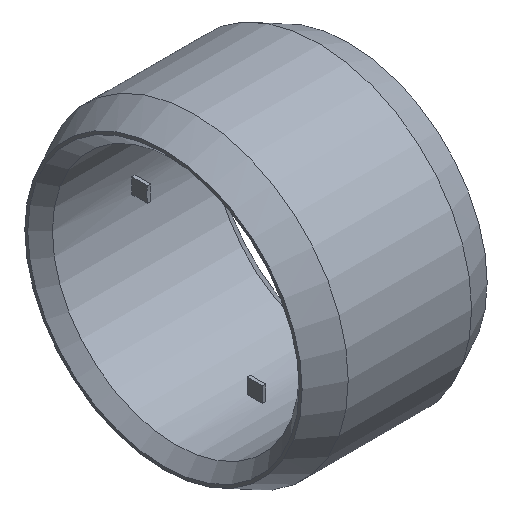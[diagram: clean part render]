
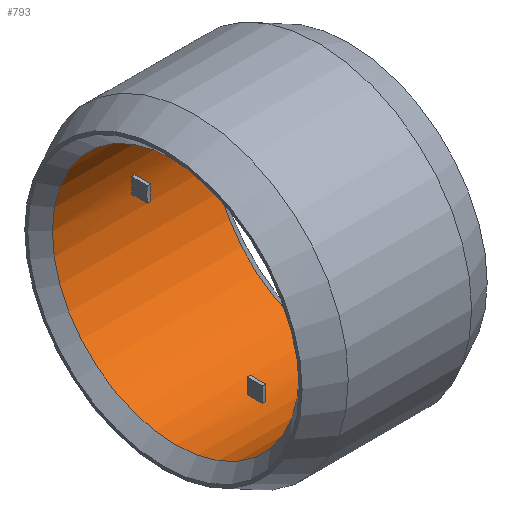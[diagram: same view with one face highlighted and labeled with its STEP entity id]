
A CAD part, isometric view. The second image highlights one B-rep face of the part: STEP entity #793.
In plain terms, the highlighted cylindrical face has radius 200 mm (diameter 400 mm), a full revolution.
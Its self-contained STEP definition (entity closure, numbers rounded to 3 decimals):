
#25=FACE_BOUND('',#184,.T.);
#26=FACE_BOUND('',#185,.T.);
#27=FACE_BOUND('',#186,.T.);
#48=CIRCLE('',#844,200.);
#49=CIRCLE('',#846,200.);
#52=CIRCLE('',#853,200.);
#53=CIRCLE('',#854,200.);
#54=CIRCLE('',#856,200.);
#55=CIRCLE('',#857,200.);
#58=CIRCLE('',#864,200.);
#59=CIRCLE('',#866,200.);
#62=CIRCLE('',#873,200.);
#63=CIRCLE('',#875,200.);
#65=CIRCLE('',#878,200.);
#66=CIRCLE('',#880,200.);
#98=CYLINDRICAL_SURFACE('',#879,200.);
#131=FACE_OUTER_BOUND('',#183,.T.);
#183=EDGE_LOOP('',(#606,#607,#608,#609,#610,#611,#612,#613,#614,#615,#616,
#617));
#184=EDGE_LOOP('',(#618,#619,#620,#621));
#185=EDGE_LOOP('',(#622,#623,#624,#625));
#186=EDGE_LOOP('',(#626,#627,#628,#629));
#226=LINE('',#1201,#281);
#232=LINE('',#1216,#287);
#234=LINE('',#1226,#289);
#240=LINE('',#1241,#295);
#242=LINE('',#1255,#297);
#248=LINE('',#1270,#303);
#253=LINE('',#1289,#308);
#255=LINE('',#1294,#310);
#258=LINE('',#1307,#313);
#259=LINE('',#1309,#314);
#281=VECTOR('',#943,10.);
#287=VECTOR('',#957,10.);
#289=VECTOR('',#969,10.);
#295=VECTOR('',#983,10.);
#297=VECTOR('',#999,10.);
#303=VECTOR('',#1013,10.);
#308=VECTOR('',#1034,10.);
#310=VECTOR('',#1038,10.);
#313=VECTOR('',#1057,200.);
#314=VECTOR('',#1058,200.);
#335=VERTEX_POINT('',#1197);
#337=VERTEX_POINT('',#1200);
#341=VERTEX_POINT('',#1212);
#342=VERTEX_POINT('',#1214);
#343=VERTEX_POINT('',#1222);
#345=VERTEX_POINT('',#1225);
#349=VERTEX_POINT('',#1237);
#350=VERTEX_POINT('',#1239);
#351=VERTEX_POINT('',#1243);
#352=VERTEX_POINT('',#1247);
#353=VERTEX_POINT('',#1251);
#355=VERTEX_POINT('',#1254);
#359=VERTEX_POINT('',#1266);
#360=VERTEX_POINT('',#1268);
#365=VERTEX_POINT('',#1285);
#366=VERTEX_POINT('',#1287);
#367=VERTEX_POINT('',#1291);
#368=VERTEX_POINT('',#1293);
#370=VERTEX_POINT('',#1303);
#371=VERTEX_POINT('',#1308);
#408=EDGE_CURVE('',#337,#335,#226,.T.);
#416=EDGE_CURVE('',#341,#342,#232,.T.);
#417=EDGE_CURVE('',#335,#341,#48,.T.);
#418=EDGE_CURVE('',#342,#337,#49,.T.);
#420=EDGE_CURVE('',#345,#343,#234,.T.);
#428=EDGE_CURVE('',#349,#350,#240,.T.);
#429=EDGE_CURVE('',#343,#351,#52,.T.);
#430=EDGE_CURVE('',#351,#349,#53,.T.);
#431=EDGE_CURVE('',#350,#352,#54,.T.);
#432=EDGE_CURVE('',#352,#345,#55,.T.);
#434=EDGE_CURVE('',#355,#353,#242,.T.);
#442=EDGE_CURVE('',#359,#360,#248,.T.);
#443=EDGE_CURVE('',#353,#359,#58,.T.);
#444=EDGE_CURVE('',#360,#355,#59,.T.);
#451=EDGE_CURVE('',#365,#366,#253,.T.);
#453=EDGE_CURVE('',#368,#367,#255,.T.);
#455=EDGE_CURVE('',#367,#365,#62,.T.);
#456=EDGE_CURVE('',#366,#368,#63,.T.);
#459=EDGE_CURVE('',#370,#370,#65,.T.);
#460=EDGE_CURVE('',#370,#352,#258,.T.);
#461=EDGE_CURVE('',#351,#371,#259,.T.);
#462=EDGE_CURVE('',#371,#371,#66,.T.);
#606=ORIENTED_EDGE('',*,*,#459,.F.);
#607=ORIENTED_EDGE('',*,*,#460,.T.);
#608=ORIENTED_EDGE('',*,*,#432,.T.);
#609=ORIENTED_EDGE('',*,*,#420,.T.);
#610=ORIENTED_EDGE('',*,*,#429,.T.);
#611=ORIENTED_EDGE('',*,*,#461,.T.);
#612=ORIENTED_EDGE('',*,*,#462,.T.);
#613=ORIENTED_EDGE('',*,*,#461,.F.);
#614=ORIENTED_EDGE('',*,*,#430,.T.);
#615=ORIENTED_EDGE('',*,*,#428,.T.);
#616=ORIENTED_EDGE('',*,*,#431,.T.);
#617=ORIENTED_EDGE('',*,*,#460,.F.);
#618=ORIENTED_EDGE('',*,*,#416,.T.);
#619=ORIENTED_EDGE('',*,*,#418,.T.);
#620=ORIENTED_EDGE('',*,*,#408,.T.);
#621=ORIENTED_EDGE('',*,*,#417,.T.);
#622=ORIENTED_EDGE('',*,*,#442,.T.);
#623=ORIENTED_EDGE('',*,*,#444,.T.);
#624=ORIENTED_EDGE('',*,*,#434,.T.);
#625=ORIENTED_EDGE('',*,*,#443,.T.);
#626=ORIENTED_EDGE('',*,*,#453,.T.);
#627=ORIENTED_EDGE('',*,*,#455,.T.);
#628=ORIENTED_EDGE('',*,*,#451,.T.);
#629=ORIENTED_EDGE('',*,*,#456,.T.);
#793=ADVANCED_FACE('',(#131,#25,#26,#27),#98,.F.);
#844=AXIS2_PLACEMENT_3D('',#1218,#960,#961);
#846=AXIS2_PLACEMENT_3D('',#1220,#964,#965);
#853=AXIS2_PLACEMENT_3D('',#1244,#986,#987);
#854=AXIS2_PLACEMENT_3D('',#1245,#988,#989);
#856=AXIS2_PLACEMENT_3D('',#1248,#992,#993);
#857=AXIS2_PLACEMENT_3D('',#1249,#994,#995);
#864=AXIS2_PLACEMENT_3D('',#1272,#1016,#1017);
#866=AXIS2_PLACEMENT_3D('',#1274,#1020,#1021);
#873=AXIS2_PLACEMENT_3D('',#1297,#1042,#1043);
#875=AXIS2_PLACEMENT_3D('',#1299,#1046,#1047);
#878=AXIS2_PLACEMENT_3D('',#1305,#1053,#1054);
#879=AXIS2_PLACEMENT_3D('',#1306,#1055,#1056);
#880=AXIS2_PLACEMENT_3D('',#1310,#1059,#1060);
#943=DIRECTION('',(1.,0.,0.));
#957=DIRECTION('',(-1.,0.,0.));
#960=DIRECTION('center_axis',(-1.,0.,0.));
#961=DIRECTION('ref_axis',(0.,1.,0.));
#964=DIRECTION('center_axis',(1.,0.,0.));
#965=DIRECTION('ref_axis',(0.,1.,0.));
#969=DIRECTION('',(1.,0.,0.));
#983=DIRECTION('',(-1.,0.,0.));
#986=DIRECTION('center_axis',(-1.,0.,0.));
#987=DIRECTION('ref_axis',(0.,1.,0.));
#988=DIRECTION('center_axis',(-1.,0.,0.));
#989=DIRECTION('ref_axis',(0.,1.,0.));
#992=DIRECTION('center_axis',(1.,0.,0.));
#993=DIRECTION('ref_axis',(0.,1.,0.));
#994=DIRECTION('center_axis',(1.,0.,0.));
#995=DIRECTION('ref_axis',(0.,1.,0.));
#999=DIRECTION('',(1.,0.,0.));
#1013=DIRECTION('',(-1.,0.,0.));
#1016=DIRECTION('center_axis',(-1.,0.,0.));
#1017=DIRECTION('ref_axis',(0.,1.,0.));
#1020=DIRECTION('center_axis',(1.,0.,0.));
#1021=DIRECTION('ref_axis',(0.,1.,0.));
#1034=DIRECTION('',(-1.,0.,0.));
#1038=DIRECTION('',(1.,0.,0.));
#1042=DIRECTION('center_axis',(-1.,0.,0.));
#1043=DIRECTION('ref_axis',(0.,1.,0.));
#1046=DIRECTION('center_axis',(1.,0.,0.));
#1047=DIRECTION('ref_axis',(0.,1.,0.));
#1053=DIRECTION('center_axis',(1.,0.,0.));
#1054=DIRECTION('ref_axis',(0.,0.,-1.));
#1055=DIRECTION('center_axis',(1.,0.,0.));
#1056=DIRECTION('ref_axis',(0.,1.,0.));
#1057=DIRECTION('',(1.,0.,0.));
#1058=DIRECTION('',(1.,0.,0.));
#1059=DIRECTION('center_axis',(1.,0.,0.));
#1060=DIRECTION('ref_axis',(0.,0.,-1.));
#1197=CARTESIAN_POINT('',(0.,12.375,-199.617));
#1200=CARTESIAN_POINT('',(-5.,12.375,-199.617));
#1201=CARTESIAN_POINT('',(-3.5,12.375,-199.617));
#1212=CARTESIAN_POINT('',(0.,-12.375,-199.617));
#1214=CARTESIAN_POINT('',(-5.,-12.375,-199.617));
#1216=CARTESIAN_POINT('',(-3.5,-12.375,-199.617));
#1218=CARTESIAN_POINT('Origin',(0.,0.,0.));
#1220=CARTESIAN_POINT('Origin',(-5.,0.,0.));
#1222=CARTESIAN_POINT('',(0.,-199.617,-12.375));
#1225=CARTESIAN_POINT('',(-5.,-199.617,-12.375));
#1226=CARTESIAN_POINT('',(-3.5,-199.617,-12.375));
#1237=CARTESIAN_POINT('',(0.,-199.617,12.375));
#1239=CARTESIAN_POINT('',(-5.,-199.617,12.375));
#1241=CARTESIAN_POINT('',(-3.5,-199.617,12.375));
#1243=CARTESIAN_POINT('',(0.,-200.,0.));
#1244=CARTESIAN_POINT('Origin',(0.,0.,0.));
#1245=CARTESIAN_POINT('Origin',(0.,0.,0.));
#1247=CARTESIAN_POINT('',(-5.,-200.,0.));
#1248=CARTESIAN_POINT('Origin',(-5.,0.,0.));
#1249=CARTESIAN_POINT('Origin',(-5.,0.,0.));
#1251=CARTESIAN_POINT('',(0.,-12.375,199.617));
#1254=CARTESIAN_POINT('',(-5.,-12.375,199.617));
#1255=CARTESIAN_POINT('',(-3.5,-12.375,199.617));
#1266=CARTESIAN_POINT('',(0.,12.375,199.617));
#1268=CARTESIAN_POINT('',(-5.,12.375,199.617));
#1270=CARTESIAN_POINT('',(-3.5,12.375,199.617));
#1272=CARTESIAN_POINT('Origin',(0.,0.,0.));
#1274=CARTESIAN_POINT('Origin',(-5.,0.,0.));
#1285=CARTESIAN_POINT('',(0.,199.617,-12.375));
#1287=CARTESIAN_POINT('',(-5.,199.617,-12.375));
#1289=CARTESIAN_POINT('',(-3.5,199.617,-12.375));
#1291=CARTESIAN_POINT('',(0.,199.617,12.375));
#1293=CARTESIAN_POINT('',(-5.,199.617,12.375));
#1294=CARTESIAN_POINT('',(-3.5,199.617,12.375));
#1297=CARTESIAN_POINT('Origin',(0.,0.,0.));
#1299=CARTESIAN_POINT('Origin',(-5.,0.,0.));
#1303=CARTESIAN_POINT('',(-133.5,-200.,0.));
#1305=CARTESIAN_POINT('Origin',(-133.5,0.,0.));
#1306=CARTESIAN_POINT('Origin',(-3.5,0.,0.));
#1307=CARTESIAN_POINT('',(-3.5,-200.,0.));
#1308=CARTESIAN_POINT('',(126.5,-200.,0.));
#1309=CARTESIAN_POINT('',(-3.5,-200.,0.));
#1310=CARTESIAN_POINT('Origin',(126.5,0.,0.));
